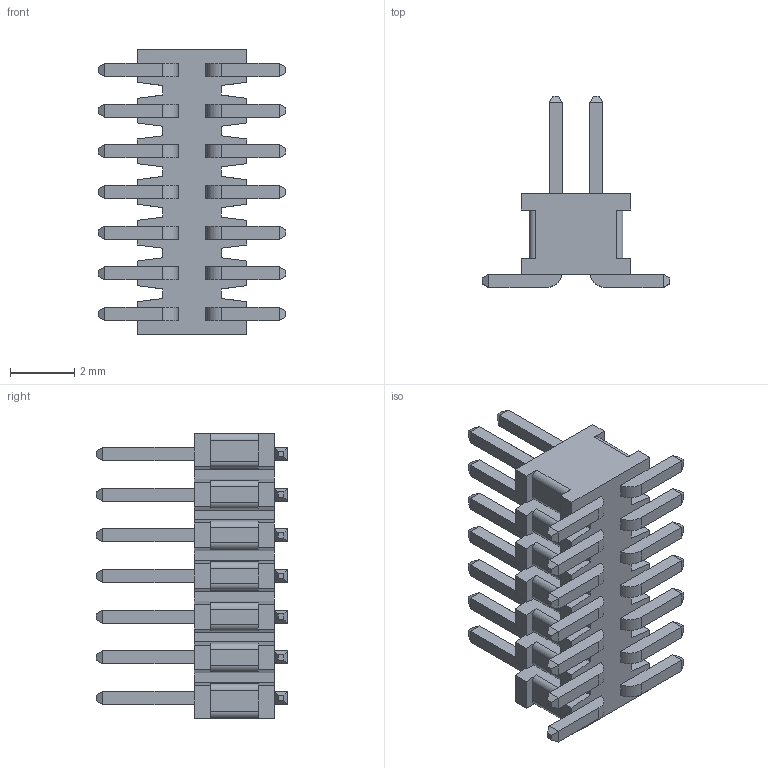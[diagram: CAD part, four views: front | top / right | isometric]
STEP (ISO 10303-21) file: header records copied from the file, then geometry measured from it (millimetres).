
FILE_DESCRIPTION (( 'STEP AP214' ), '1' );
FILE_NAME ('FTSH-107-01-L-DV-K-A.STEP', '2022-03-18T11:24:46', ( '' ), ( '' ), 'SwSTEP 2.0', 'SolidWorks 2018', '' );
FILE_SCHEMA (( 'AUTOMOTIVE_DESIGN' ));
Length unit declared in the file: millimetre
Products named in the file (1): FTSH-107-01-L-DV-K-A
Bounding box: 5.84 x 5.97 x 8.89 mm (x, y, z)
Volume: 74.3 mm3; surface area: 387 mm2
Topology: 15 solids, 15 shells, 450 faces, 1130 edges, 716 vertices
Faces by surface type: plane 396, cylinder 54
Entity records: 15773 total; most frequent: CARTESIAN_POINT 2297, ORIENTED_EDGE 2260, DIRECTION 2140, EDGE_CURVE 1130, VECTOR 1022, LINE 1022, VERTEX_POINT 716, AXIS2_PLACEMENT_3D 559
